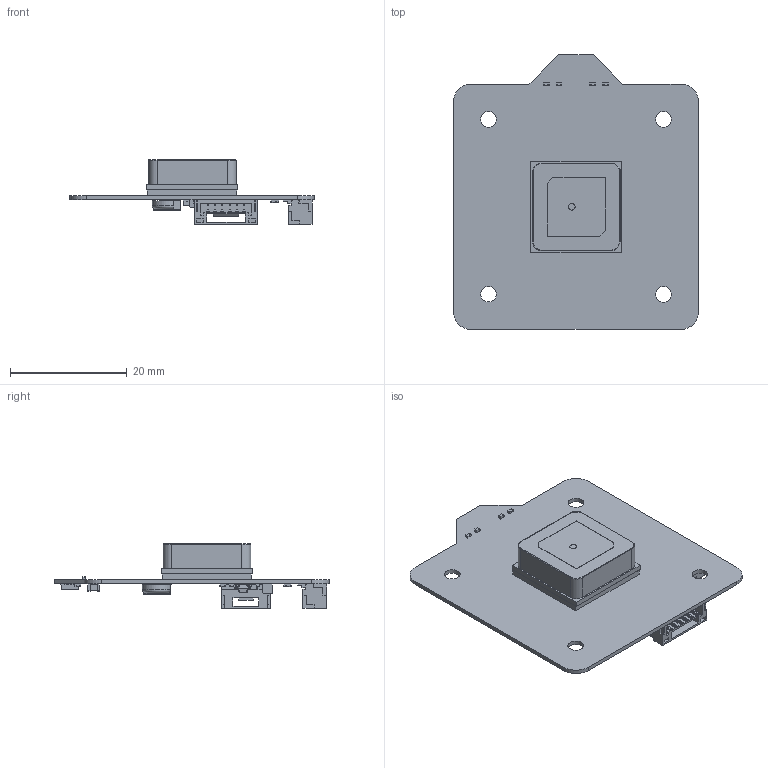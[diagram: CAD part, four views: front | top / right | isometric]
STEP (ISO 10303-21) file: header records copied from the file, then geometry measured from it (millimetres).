
FILE_DESCRIPTION(/* description */ ('STEP AP242','CAx-IF Rec.Pracs.---Representation and Presentation of Product Manufacturing Information (PMI)---4.0---2014-10-13','CAx-IF Rec.Pracs.---3D Tessellated Geometry---0.4---2014-09-14','2;1'),/* implementation_level */ '2;1');
FILE_NAME(/* name */ '6901101f15ee7b23ffff07b6',/* time_stamp */ '2025-10-28T18:49:04Z',/* author */ (''),/* organization */ (''),/* preprocessor_version */ 'ST-DEVELOPER v20',/* originating_system */ 'ONSHAPE BY PTC INC, 1.205',/* authorisation */ ' ');
FILE_SCHEMA (('AP242_MANAGED_MODEL_BASED_3D_ENGINEERING_MIM_LF { 1 0 10303 442 1 1 4 }'));
Length unit declared in the file: metre
Products named in the file (1): m10037_sam_f_pub
Bounding box: 42 x 47.07 x 11.13 mm (x, y, z)
Volume: 2796.2 mm3; surface area: 5106.5 mm2
Topology: 1 solids, 2 shells, 1324 faces, 3739 edges, 2468 vertices
Faces by surface type: plane 1016, cylinder 300, torus 8
Full cylindrical faces by diameter (mm): 0.35 x1, 1.143 x1, 2.7 x4, 4.8 x1
Entity records: 46133 total; most frequent: CARTESIAN_POINT 7543, ORIENTED_EDGE 7456, DIRECTION 6976, EDGE_CURVE 3728, LINE 3114, VECTOR 3114, VERTEX_POINT 2466, AXIS2_PLACEMENT_3D 1931
